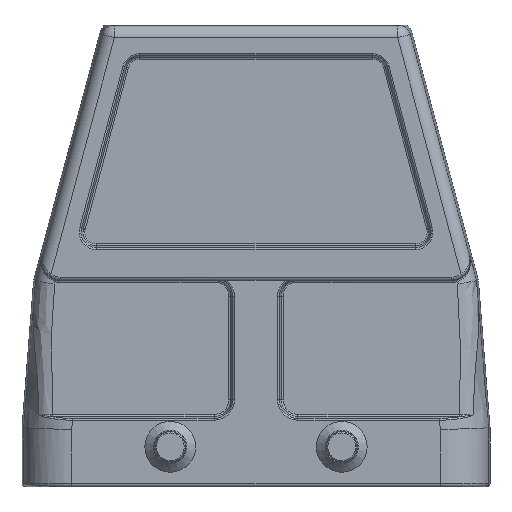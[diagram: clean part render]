
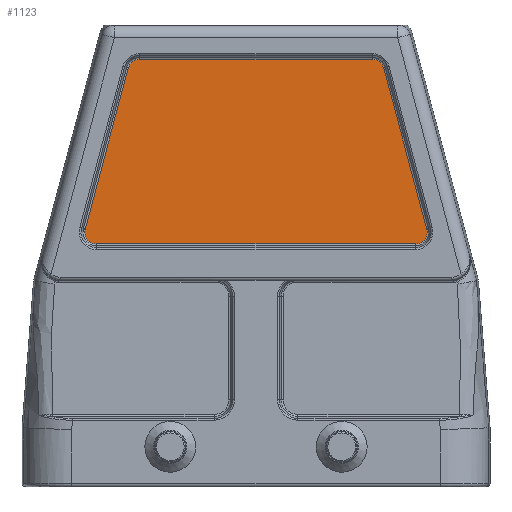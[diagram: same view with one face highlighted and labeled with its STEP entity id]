
A CAD part, front view. The second image highlights one B-rep face of the part: STEP entity #1123.
In plain terms, the highlighted planar face has unit normal (0, -1, 0).
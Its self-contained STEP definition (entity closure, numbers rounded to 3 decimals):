
#1123=ADVANCED_FACE('',(#1735),#1561,.F.);
#1561=PLANE('',#8389);
#1735=FACE_OUTER_BOUND('',#2157,.T.);
#2157=EDGE_LOOP('',(#3847,#3848,#3849,#3850,#3851,#3852,#3853,#3854));
#2731=LINE('',#13150,#3241);
#2732=LINE('',#13155,#3242);
#2733=LINE('',#13159,#3243);
#2734=LINE('',#13163,#3244);
#3241=VECTOR('',#9324,1.);
#3242=VECTOR('',#9327,1.);
#3243=VECTOR('',#9330,1.);
#3244=VECTOR('',#9333,1.);
#3847=ORIENTED_EDGE('',*,*,#6619,.T.);
#3848=ORIENTED_EDGE('',*,*,#6620,.T.);
#3849=ORIENTED_EDGE('',*,*,#6621,.T.);
#3850=ORIENTED_EDGE('',*,*,#6622,.T.);
#3851=ORIENTED_EDGE('',*,*,#6623,.T.);
#3852=ORIENTED_EDGE('',*,*,#6624,.T.);
#3853=ORIENTED_EDGE('',*,*,#6625,.T.);
#3854=ORIENTED_EDGE('',*,*,#6626,.T.);
#5936=VERTEX_POINT('',#13151);
#5937=VERTEX_POINT('',#13152);
#5938=VERTEX_POINT('',#13154);
#5939=VERTEX_POINT('',#13156);
#5940=VERTEX_POINT('',#13158);
#5941=VERTEX_POINT('',#13160);
#5942=VERTEX_POINT('',#13162);
#5943=VERTEX_POINT('',#13164);
#6619=EDGE_CURVE('',#5936,#5937,#2731,.T.);
#6620=EDGE_CURVE('',#5937,#5938,#7538,.T.);
#6621=EDGE_CURVE('',#5938,#5939,#2732,.T.);
#6622=EDGE_CURVE('',#5939,#5940,#7539,.T.);
#6623=EDGE_CURVE('',#5940,#5941,#2733,.T.);
#6624=EDGE_CURVE('',#5941,#5942,#7540,.T.);
#6625=EDGE_CURVE('',#5942,#5943,#2734,.T.);
#6626=EDGE_CURVE('',#5943,#5936,#7541,.T.);
#7538=CIRCLE('',#8385,1.835);
#7539=CIRCLE('',#8386,1.835);
#7540=CIRCLE('',#8387,1.835);
#7541=CIRCLE('',#8388,1.835);
#8385=AXIS2_PLACEMENT_3D('',#13153,#9325,#9326);
#8386=AXIS2_PLACEMENT_3D('',#13157,#9328,#9329);
#8387=AXIS2_PLACEMENT_3D('',#13161,#9331,#9332);
#8388=AXIS2_PLACEMENT_3D('',#13165,#9334,#9335);
#8389=AXIS2_PLACEMENT_3D('',#13166,#9336,#9337);
#9324=DIRECTION('',(-0.259,0.,0.966));
#9325=DIRECTION('',(0.,-1.,0.));
#9326=DIRECTION('',(0.,0.,1.));
#9327=DIRECTION('',(-1.,0.,0.));
#9328=DIRECTION('',(0.,-1.,0.));
#9329=DIRECTION('',(0.,0.,1.));
#9330=DIRECTION('',(-0.259,0.,-0.966));
#9331=DIRECTION('',(0.,-1.,0.));
#9332=DIRECTION('',(0.,0.,1.));
#9333=DIRECTION('',(1.,0.,0.));
#9334=DIRECTION('',(0.,-1.,0.));
#9335=DIRECTION('',(0.,0.,1.));
#9336=DIRECTION('',(0.,1.,0.));
#9337=DIRECTION('',(0.,0.,-1.));
#13150=CARTESIAN_POINT('',(19.8,-21.25,55.825));
#13151=CARTESIAN_POINT('',(26.498,-21.25,30.825));
#13152=CARTESIAN_POINT('',(19.8,-21.25,55.825));
#13153=CARTESIAN_POINT('',(18.027,-21.25,55.35));
#13154=CARTESIAN_POINT('',(18.027,-21.25,57.185));
#13155=CARTESIAN_POINT('',(-18.027,-21.25,57.185));
#13156=CARTESIAN_POINT('',(-18.027,-21.25,57.185));
#13157=CARTESIAN_POINT('',(-18.027,-21.25,55.35));
#13158=CARTESIAN_POINT('',(-19.8,-21.25,55.825));
#13159=CARTESIAN_POINT('',(-26.498,-21.25,30.825));
#13160=CARTESIAN_POINT('',(-26.498,-21.25,30.825));
#13161=CARTESIAN_POINT('',(-24.726,-21.25,30.35));
#13162=CARTESIAN_POINT('',(-24.726,-21.25,28.515));
#13163=CARTESIAN_POINT('',(24.726,-21.25,28.515));
#13164=CARTESIAN_POINT('',(24.726,-21.25,28.515));
#13165=CARTESIAN_POINT('',(24.726,-21.25,30.35));
#13166=CARTESIAN_POINT('',(18.027,-21.25,55.35));
